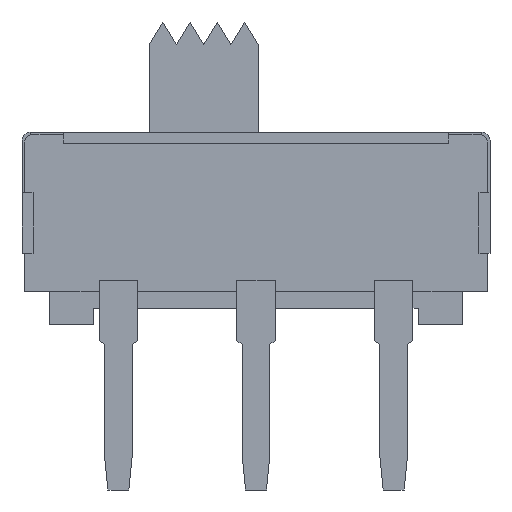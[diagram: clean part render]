
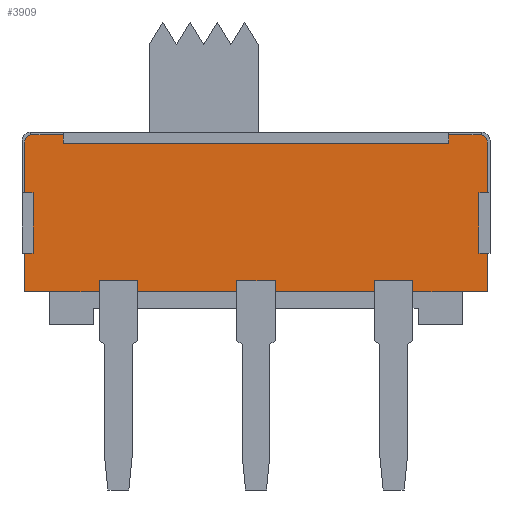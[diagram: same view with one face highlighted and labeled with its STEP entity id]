
A CAD part, front view. The second image highlights one B-rep face of the part: STEP entity #3909.
In plain terms, the highlighted planar face has unit normal (0, -1, 0).
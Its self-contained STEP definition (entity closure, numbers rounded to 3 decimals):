
#24=CIRCLE('',#4127,0.13);
#25=CIRCLE('',#4128,0.13);
#131=FACE_OUTER_BOUND('',#328,.T.);
#328=EDGE_LOOP('',(#2935,#2936,#2937,#2938,#2939,#2940,#2941,#2942,#2943,
#2944,#2945,#2946,#2947,#2948,#2949,#2950,#2951,#2952,#2953,#2954,#2955,
#2956,#2957,#2958,#2959,#2960,#2961,#2962,#2963,#2964));
#519=LINE('',#5388,#1052);
#522=LINE('',#5393,#1055);
#525=LINE('',#5400,#1058);
#527=LINE('',#5404,#1060);
#531=LINE('',#5412,#1064);
#621=LINE('',#5590,#1154);
#623=LINE('',#5594,#1156);
#626=LINE('',#5601,#1159);
#711=LINE('',#5768,#1244);
#712=LINE('',#5771,#1245);
#714=LINE('',#5775,#1247);
#716=LINE('',#5778,#1249);
#717=LINE('',#5780,#1250);
#718=LINE('',#5783,#1251);
#719=LINE('',#5785,#1252);
#720=LINE('',#5787,#1253);
#721=LINE('',#5789,#1254);
#722=LINE('',#5791,#1255);
#723=LINE('',#5795,#1256);
#724=LINE('',#5797,#1257);
#725=LINE('',#5799,#1258);
#726=LINE('',#5801,#1259);
#727=LINE('',#5803,#1260);
#728=LINE('',#5807,#1261);
#729=LINE('',#5809,#1262);
#730=LINE('',#5811,#1263);
#731=LINE('',#5813,#1264);
#732=LINE('',#5814,#1265);
#1052=VECTOR('',#4387,10.);
#1055=VECTOR('',#4392,10.);
#1058=VECTOR('',#4397,10.);
#1060=VECTOR('',#4401,10.);
#1064=VECTOR('',#4405,10.);
#1154=VECTOR('',#4547,10.);
#1156=VECTOR('',#4551,10.);
#1159=VECTOR('',#4556,10.);
#1244=VECTOR('',#4695,10.);
#1245=VECTOR('',#4698,10.);
#1247=VECTOR('',#4702,10.);
#1249=VECTOR('',#4706,10.);
#1250=VECTOR('',#4709,10.);
#1251=VECTOR('',#4712,10.);
#1252=VECTOR('',#4713,10.);
#1253=VECTOR('',#4714,10.);
#1254=VECTOR('',#4715,10.);
#1255=VECTOR('',#4716,10.);
#1256=VECTOR('',#4719,10.);
#1257=VECTOR('',#4720,10.);
#1258=VECTOR('',#4721,10.);
#1259=VECTOR('',#4722,10.);
#1260=VECTOR('',#4723,10.);
#1261=VECTOR('',#4726,10.);
#1262=VECTOR('',#4727,10.);
#1263=VECTOR('',#4728,10.);
#1264=VECTOR('',#4729,10.);
#1265=VECTOR('',#4730,10.);
#1562=VERTEX_POINT('',#5385);
#1563=VERTEX_POINT('',#5387);
#1564=VERTEX_POINT('',#5391);
#1566=VERTEX_POINT('',#5397);
#1567=VERTEX_POINT('',#5399);
#1568=VERTEX_POINT('',#5403);
#1571=VERTEX_POINT('',#5409);
#1572=VERTEX_POINT('',#5411);
#1634=VERTEX_POINT('',#5588);
#1635=VERTEX_POINT('',#5592);
#1637=VERTEX_POINT('',#5598);
#1638=VERTEX_POINT('',#5600);
#1694=VERTEX_POINT('',#5770);
#1695=VERTEX_POINT('',#5774);
#1696=VERTEX_POINT('',#5782);
#1697=VERTEX_POINT('',#5784);
#1698=VERTEX_POINT('',#5786);
#1699=VERTEX_POINT('',#5788);
#1700=VERTEX_POINT('',#5790);
#1701=VERTEX_POINT('',#5792);
#1702=VERTEX_POINT('',#5794);
#1703=VERTEX_POINT('',#5796);
#1704=VERTEX_POINT('',#5798);
#1705=VERTEX_POINT('',#5800);
#1706=VERTEX_POINT('',#5802);
#1707=VERTEX_POINT('',#5804);
#1708=VERTEX_POINT('',#5806);
#1709=VERTEX_POINT('',#5808);
#1710=VERTEX_POINT('',#5810);
#1711=VERTEX_POINT('',#5812);
#1945=EDGE_CURVE('',#1563,#1562,#519,.T.);
#1948=EDGE_CURVE('',#1562,#1564,#522,.T.);
#1951=EDGE_CURVE('',#1566,#1567,#525,.T.);
#1953=EDGE_CURVE('',#1563,#1568,#527,.T.);
#1957=EDGE_CURVE('',#1571,#1572,#531,.T.);
#2047=EDGE_CURVE('',#1566,#1634,#621,.T.);
#2049=EDGE_CURVE('',#1634,#1635,#623,.T.);
#2052=EDGE_CURVE('',#1637,#1638,#626,.T.);
#2137=EDGE_CURVE('',#1635,#1638,#711,.T.);
#2138=EDGE_CURVE('',#1694,#1572,#712,.T.);
#2140=EDGE_CURVE('',#1695,#1694,#714,.T.);
#2142=EDGE_CURVE('',#1637,#1695,#716,.T.);
#2143=EDGE_CURVE('',#1564,#1567,#717,.T.);
#2144=EDGE_CURVE('',#1571,#1696,#718,.T.);
#2145=EDGE_CURVE('',#1696,#1697,#719,.T.);
#2146=EDGE_CURVE('',#1697,#1698,#720,.T.);
#2147=EDGE_CURVE('',#1698,#1699,#721,.T.);
#2148=EDGE_CURVE('',#1699,#1700,#722,.T.);
#2149=EDGE_CURVE('',#1701,#1700,#24,.T.);
#2150=EDGE_CURVE('',#1701,#1702,#723,.T.);
#2151=EDGE_CURVE('',#1703,#1702,#724,.T.);
#2152=EDGE_CURVE('',#1704,#1703,#725,.T.);
#2153=EDGE_CURVE('',#1704,#1705,#726,.T.);
#2154=EDGE_CURVE('',#1706,#1705,#727,.T.);
#2155=EDGE_CURVE('',#1707,#1706,#25,.T.);
#2156=EDGE_CURVE('',#1708,#1707,#728,.T.);
#2157=EDGE_CURVE('',#1708,#1709,#729,.T.);
#2158=EDGE_CURVE('',#1709,#1710,#730,.T.);
#2159=EDGE_CURVE('',#1710,#1711,#731,.T.);
#2160=EDGE_CURVE('',#1568,#1711,#732,.T.);
#2935=ORIENTED_EDGE('',*,*,#2047,.T.);
#2936=ORIENTED_EDGE('',*,*,#2049,.T.);
#2937=ORIENTED_EDGE('',*,*,#2137,.T.);
#2938=ORIENTED_EDGE('',*,*,#2052,.F.);
#2939=ORIENTED_EDGE('',*,*,#2142,.T.);
#2940=ORIENTED_EDGE('',*,*,#2140,.T.);
#2941=ORIENTED_EDGE('',*,*,#2138,.T.);
#2942=ORIENTED_EDGE('',*,*,#1957,.F.);
#2943=ORIENTED_EDGE('',*,*,#2144,.T.);
#2944=ORIENTED_EDGE('',*,*,#2145,.T.);
#2945=ORIENTED_EDGE('',*,*,#2146,.T.);
#2946=ORIENTED_EDGE('',*,*,#2147,.T.);
#2947=ORIENTED_EDGE('',*,*,#2148,.T.);
#2948=ORIENTED_EDGE('',*,*,#2149,.F.);
#2949=ORIENTED_EDGE('',*,*,#2150,.T.);
#2950=ORIENTED_EDGE('',*,*,#2151,.F.);
#2951=ORIENTED_EDGE('',*,*,#2152,.F.);
#2952=ORIENTED_EDGE('',*,*,#2153,.T.);
#2953=ORIENTED_EDGE('',*,*,#2154,.F.);
#2954=ORIENTED_EDGE('',*,*,#2155,.F.);
#2955=ORIENTED_EDGE('',*,*,#2156,.F.);
#2956=ORIENTED_EDGE('',*,*,#2157,.T.);
#2957=ORIENTED_EDGE('',*,*,#2158,.T.);
#2958=ORIENTED_EDGE('',*,*,#2159,.T.);
#2959=ORIENTED_EDGE('',*,*,#2160,.F.);
#2960=ORIENTED_EDGE('',*,*,#1953,.F.);
#2961=ORIENTED_EDGE('',*,*,#1945,.T.);
#2962=ORIENTED_EDGE('',*,*,#1948,.T.);
#2963=ORIENTED_EDGE('',*,*,#2143,.T.);
#2964=ORIENTED_EDGE('',*,*,#1951,.F.);
#3612=PLANE('',#4126);
#3909=ADVANCED_FACE('',(#131),#3612,.T.);
#4126=AXIS2_PLACEMENT_3D('',#5781,#4710,#4711);
#4127=AXIS2_PLACEMENT_3D('',#5793,#4717,#4718);
#4128=AXIS2_PLACEMENT_3D('',#5805,#4724,#4725);
#4387=DIRECTION('',(0.,0.,1.));
#4392=DIRECTION('',(1.,0.,0.));
#4397=DIRECTION('',(-1.,0.,0.));
#4401=DIRECTION('',(-1.,0.,0.));
#4405=DIRECTION('',(-1.,0.,0.));
#4547=DIRECTION('',(0.,0.,1.));
#4551=DIRECTION('',(1.,0.,0.));
#4556=DIRECTION('',(-1.,0.,0.));
#4695=DIRECTION('',(0.,0.,-1.));
#4698=DIRECTION('',(0.,0.,-1.));
#4702=DIRECTION('',(1.,0.,0.));
#4706=DIRECTION('',(0.,0.,1.));
#4709=DIRECTION('',(0.,0.,-1.));
#4710=DIRECTION('center_axis',(0.,-1.,0.));
#4711=DIRECTION('ref_axis',(0.,0.,-1.));
#4712=DIRECTION('',(0.,0.,1.));
#4713=DIRECTION('',(-1.,0.,0.));
#4714=DIRECTION('',(0.,0.,1.));
#4715=DIRECTION('',(1.,0.,0.));
#4716=DIRECTION('',(0.,0.,1.));
#4717=DIRECTION('center_axis',(0.,1.,0.));
#4718=DIRECTION('ref_axis',(0.707,0.,0.707));
#4719=DIRECTION('',(-1.,0.,0.));
#4720=DIRECTION('',(0.,0.,1.));
#4721=DIRECTION('',(1.,0.,0.));
#4722=DIRECTION('',(0.,0.,1.));
#4723=DIRECTION('',(1.,0.,0.));
#4724=DIRECTION('center_axis',(0.,1.,0.));
#4725=DIRECTION('ref_axis',(-0.707,0.,0.707));
#4726=DIRECTION('',(0.,0.,1.));
#4727=DIRECTION('',(1.,0.,0.));
#4728=DIRECTION('',(0.,0.,-1.));
#4729=DIRECTION('',(-1.,0.,0.));
#4730=DIRECTION('',(0.,0.,1.));
#5385=CARTESIAN_POINT('',(-1.9,-1.8,-2.5));
#5387=CARTESIAN_POINT('',(-1.9,-1.8,-2.7));
#5388=CARTESIAN_POINT('',(-1.9,-1.8,-1.35));
#5391=CARTESIAN_POINT('',(-1.2,-1.8,-2.5));
#5393=CARTESIAN_POINT('',(-2.45,-1.8,-2.5));
#5397=CARTESIAN_POINT('',(0.6,-1.8,-2.7));
#5399=CARTESIAN_POINT('',(-1.2,-1.8,-2.7));
#5400=CARTESIAN_POINT('',(-3.,-1.8,-2.7));
#5403=CARTESIAN_POINT('',(-3.25,-1.8,-2.7));
#5404=CARTESIAN_POINT('',(-3.,-1.8,-2.7));
#5409=CARTESIAN_POINT('',(5.15,-1.8,-2.7));
#5411=CARTESIAN_POINT('',(3.8,-1.8,-2.7));
#5412=CARTESIAN_POINT('',(-3.,-1.8,-2.7));
#5588=CARTESIAN_POINT('',(0.6,-1.8,-2.5));
#5590=CARTESIAN_POINT('',(0.6,-1.8,-1.35));
#5592=CARTESIAN_POINT('',(1.3,-1.8,-2.5));
#5594=CARTESIAN_POINT('',(-1.2,-1.8,-2.5));
#5598=CARTESIAN_POINT('',(3.1,-1.8,-2.7));
#5600=CARTESIAN_POINT('',(1.3,-1.8,-2.7));
#5601=CARTESIAN_POINT('',(-3.,-1.8,-2.7));
#5768=CARTESIAN_POINT('',(1.3,-1.8,-1.25));
#5770=CARTESIAN_POINT('',(3.8,-1.8,-2.5));
#5771=CARTESIAN_POINT('',(3.8,-1.8,-1.25));
#5774=CARTESIAN_POINT('',(3.1,-1.8,-2.5));
#5775=CARTESIAN_POINT('',(0.05,-1.8,-2.5));
#5778=CARTESIAN_POINT('',(3.1,-1.8,-1.35));
#5780=CARTESIAN_POINT('',(-1.2,-1.8,-1.25));
#5781=CARTESIAN_POINT('Origin',(-3.,-1.8,0.));
#5782=CARTESIAN_POINT('',(5.15,-1.8,-2.));
#5783=CARTESIAN_POINT('',(5.15,-1.8,-2.7));
#5784=CARTESIAN_POINT('',(5.,-1.8,-2.));
#5785=CARTESIAN_POINT('',(1.1,-1.8,-2.));
#5786=CARTESIAN_POINT('',(5.,-1.8,-0.9));
#5787=CARTESIAN_POINT('',(5.,-1.8,-0.725));
#5788=CARTESIAN_POINT('',(5.15,-1.8,-0.9));
#5789=CARTESIAN_POINT('',(1.1,-1.8,-0.9));
#5790=CARTESIAN_POINT('',(5.15,-1.8,0.02));
#5791=CARTESIAN_POINT('',(5.15,-1.8,0.));
#5792=CARTESIAN_POINT('',(5.02,-1.8,0.15));
#5793=CARTESIAN_POINT('Origin',(5.02,-1.8,0.02));
#5794=CARTESIAN_POINT('',(4.45,-1.8,0.15));
#5795=CARTESIAN_POINT('',(5.15,-1.8,0.15));
#5796=CARTESIAN_POINT('',(4.45,-1.8,0.));
#5797=CARTESIAN_POINT('',(4.45,-1.8,0.));
#5798=CARTESIAN_POINT('',(-2.55,-1.8,0.));
#5799=CARTESIAN_POINT('',(4.9,-1.8,0.));
#5800=CARTESIAN_POINT('',(-2.55,-1.8,0.15));
#5801=CARTESIAN_POINT('',(-2.55,-1.8,0.));
#5802=CARTESIAN_POINT('',(-3.12,-1.8,0.15));
#5803=CARTESIAN_POINT('',(-3.25,-1.8,0.15));
#5804=CARTESIAN_POINT('',(-3.25,-1.8,0.02));
#5805=CARTESIAN_POINT('Origin',(-3.12,-1.8,0.02));
#5806=CARTESIAN_POINT('',(-3.25,-1.8,-0.9));
#5807=CARTESIAN_POINT('',(-3.25,-1.8,-2.7));
#5808=CARTESIAN_POINT('',(-3.1,-1.8,-0.9));
#5809=CARTESIAN_POINT('',(-3.15,-1.8,-0.9));
#5810=CARTESIAN_POINT('',(-3.1,-1.8,-2.));
#5811=CARTESIAN_POINT('',(-3.1,-1.8,-0.725));
#5812=CARTESIAN_POINT('',(-3.25,-1.8,-2.));
#5813=CARTESIAN_POINT('',(-3.15,-1.8,-2.));
#5814=CARTESIAN_POINT('',(-3.25,-1.8,-2.7));
